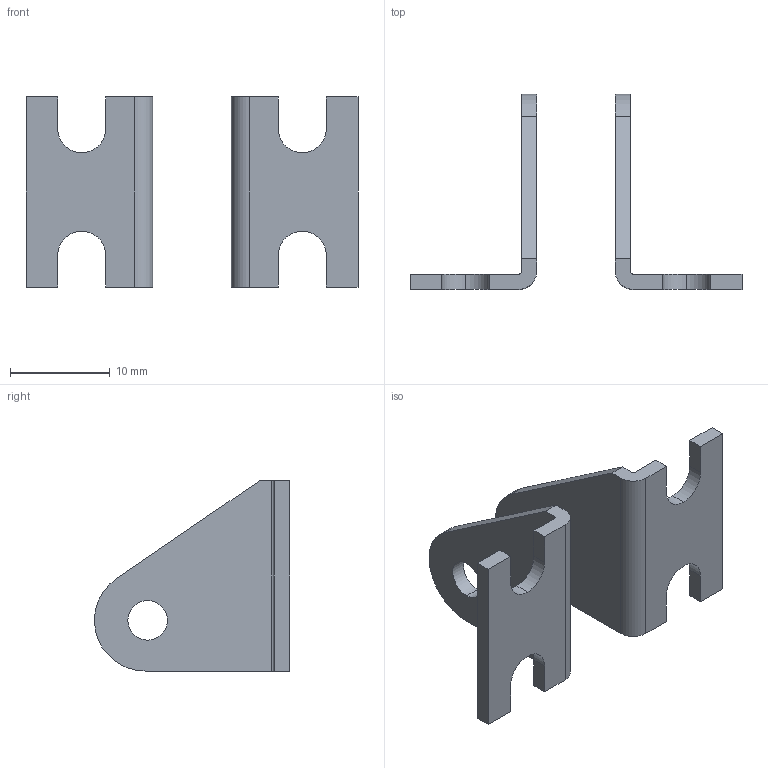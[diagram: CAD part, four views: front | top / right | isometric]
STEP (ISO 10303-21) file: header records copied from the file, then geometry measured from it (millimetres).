
FILE_DESCRIPTION (( 'STEP AP203' ), '1' );
FILE_NAME ('6498K71.step', '2010-12-29T22:16:01', ( 'jim' ), ( '' ), 'SwSTEP 2.0', 'SolidWorks 2007', '' );
FILE_SCHEMA (( 'CONFIG_CONTROL_DESIGN' ));
Length unit declared in the file: inch
Products named in the file (1): 6498K71
Bounding box: 33.27 x 19.55 x 19.05 mm (x, y, z)
Volume: 1268.2 mm3; surface area: 2026.9 mm2
Topology: 2 solids, 2 shells, 44 faces, 120 edges, 80 vertices
Faces by surface type: plane 28, cylinder 16
Entity records: 1481 total; most frequent: CARTESIAN_POINT 245, DIRECTION 242, ORIENTED_EDGE 240, EDGE_CURVE 120, VECTOR 88, LINE 88, VERTEX_POINT 80, AXIS2_PLACEMENT_3D 77
